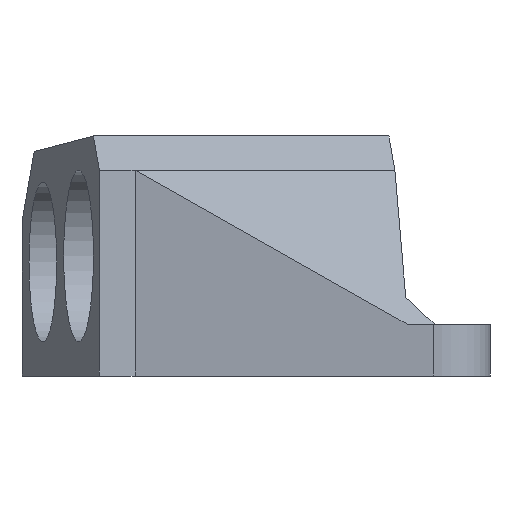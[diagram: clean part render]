
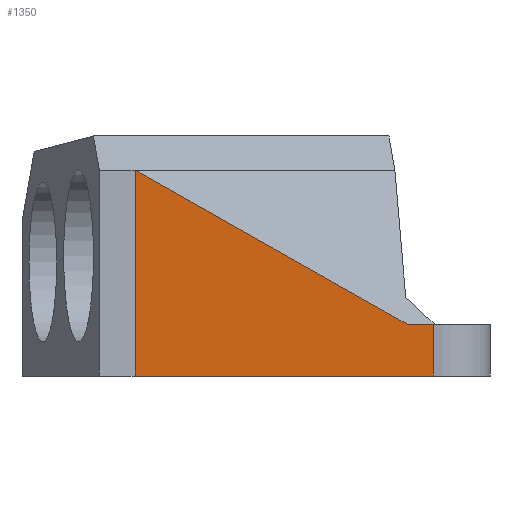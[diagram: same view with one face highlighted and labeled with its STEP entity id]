
A CAD part, left-side view. The second image highlights one B-rep face of the part: STEP entity #1350.
In plain terms, the highlighted planar face has unit normal (-0.995, 0.104, 0).
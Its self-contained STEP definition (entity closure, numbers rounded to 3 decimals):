
#409=FACE_OUTER_BOUND('',#473,.T.);
#473=EDGE_LOOP('',(#1203,#1204,#1205,#1206,#1207));
#542=LINE('',#1967,#663);
#576=LINE('',#2057,#697);
#578=LINE('',#2061,#699);
#594=LINE('',#2093,#715);
#601=LINE('',#2107,#722);
#663=VECTOR('',#1599,10.);
#697=VECTOR('',#1691,10.);
#699=VECTOR('',#1695,10.);
#715=VECTOR('',#1725,10.);
#722=VECTOR('',#1740,10.);
#784=VERTEX_POINT('',#1964);
#785=VERTEX_POINT('',#1966);
#812=VERTEX_POINT('',#2056);
#813=VERTEX_POINT('',#2060);
#822=VERTEX_POINT('',#2091);
#892=EDGE_CURVE('',#784,#785,#542,.T.);
#937=EDGE_CURVE('',#812,#784,#576,.T.);
#939=EDGE_CURVE('',#813,#812,#578,.T.);
#956=EDGE_CURVE('',#813,#822,#594,.T.);
#964=EDGE_CURVE('',#822,#785,#601,.T.);
#1203=ORIENTED_EDGE('',*,*,#956,.T.);
#1204=ORIENTED_EDGE('',*,*,#964,.T.);
#1205=ORIENTED_EDGE('',*,*,#892,.F.);
#1206=ORIENTED_EDGE('',*,*,#937,.F.);
#1207=ORIENTED_EDGE('',*,*,#939,.F.);
#1301=PLANE('',#1451);
#1350=ADVANCED_FACE('',(#409),#1301,.T.);
#1451=AXIS2_PLACEMENT_3D('',#2106,#1738,#1739);
#1599=DIRECTION('',(-0.105,-0.995,0.));
#1691=DIRECTION('',(-0.091,-0.867,-0.49));
#1695=DIRECTION('',(0.,0.,1.));
#1725=DIRECTION('',(-0.105,-0.995,0.));
#1738=DIRECTION('center_axis',(-0.995,0.105,0.));
#1739=DIRECTION('ref_axis',(-0.105,-0.995,0.));
#1740=DIRECTION('',(0.,0.,1.));
#1964=CARTESIAN_POINT('',(-16.164,1.593,1.5));
#1966=CARTESIAN_POINT('',(-16.242,0.857,1.5));
#1967=CARTESIAN_POINT('',(-15.328,9.553,1.5));
#2056=CARTESIAN_POINT('',(-15.328,9.553,6.));
#2057=CARTESIAN_POINT('',(-16.164,1.593,1.5));
#2060=CARTESIAN_POINT('',(-15.328,9.553,0.));
#2061=CARTESIAN_POINT('',(-15.328,9.553,0.));
#2091=CARTESIAN_POINT('',(-16.242,0.857,0.));
#2093=CARTESIAN_POINT('',(-15.328,9.553,0.));
#2106=CARTESIAN_POINT('Origin',(-15.328,9.553,0.));
#2107=CARTESIAN_POINT('',(-16.242,0.857,0.));
